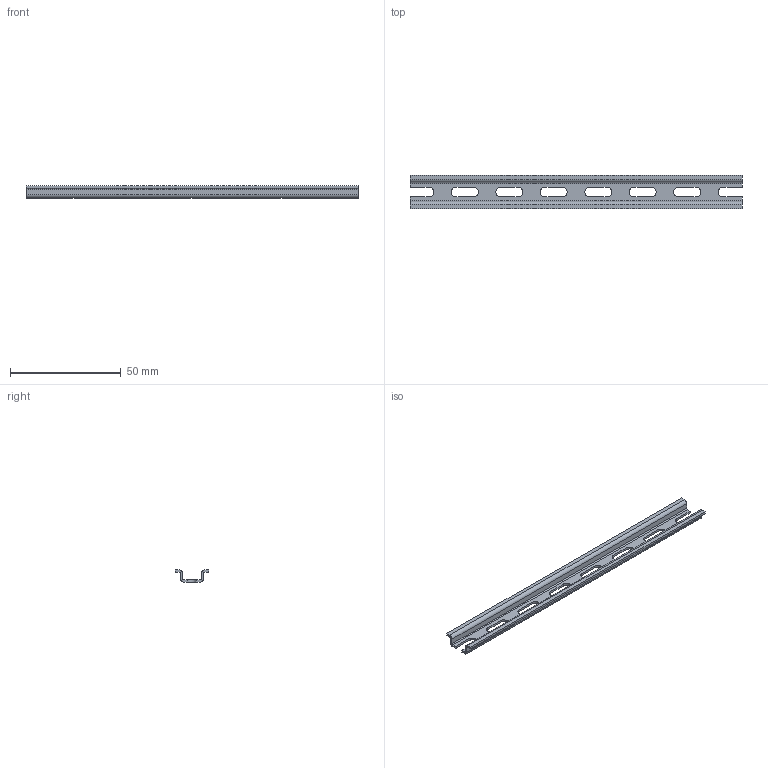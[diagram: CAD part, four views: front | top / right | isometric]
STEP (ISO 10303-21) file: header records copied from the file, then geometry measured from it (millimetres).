
FILE_DESCRIPTION(/* description */ ('TS 15x5-Tragschienen'),/* implementation_level */ '2;1');
FILE_NAME(/* name */ '0311103500.stp',/* time_stamp */ '2021-12-01T10:31:23+01:00',/* author */ ('alexander.rose'),/* organization */ ('WEIDMUELLER'),/* preprocessor_version */ 'ST-DEVELOPER v17.2',/* originating_system */ 'Autodesk Inventor 2019',/* authorisation */ '');
FILE_SCHEMA (('AUTOMOTIVE_DESIGN { 1 0 10303 214 3 1 1 }'));
Length unit declared in the file: millimetre
Products named in the file (1): Tragschiene TS15 - nur für Internet
Bounding box: 150 x 15.1 x 5.5 mm (x, y, z)
Volume: 2986.3 mm3; surface area: 6532.4 mm2
Topology: 1 solids, 1 shells, 58 faces, 168 edges, 112 vertices
Faces by surface type: plane 32, cylinder 26
Entity records: 1989 total; most frequent: CARTESIAN_POINT 339, DIRECTION 338, ORIENTED_EDGE 336, EDGE_CURVE 168, LINE 116, VECTOR 116, VERTEX_POINT 112, AXIS2_PLACEMENT_3D 111
